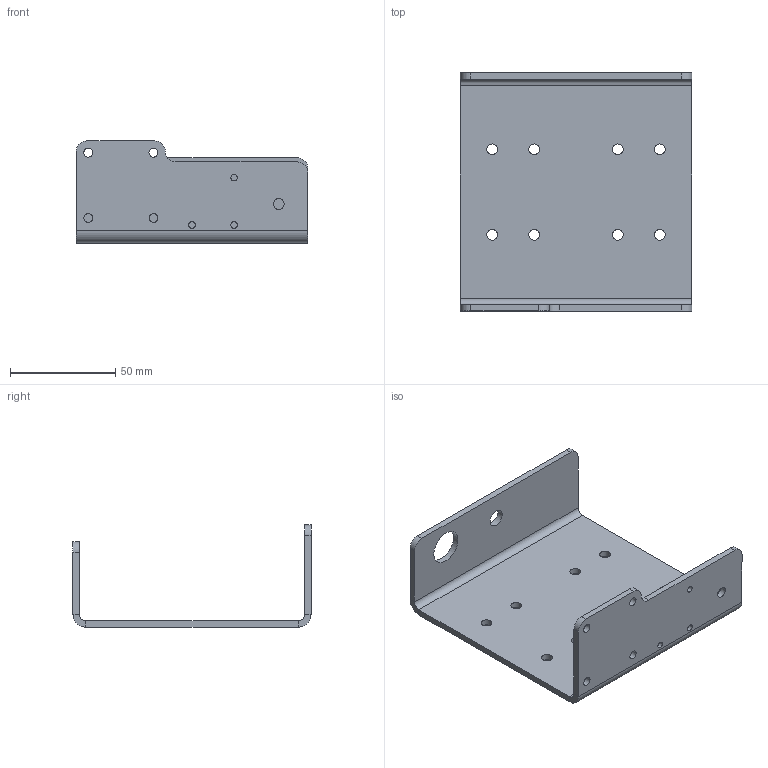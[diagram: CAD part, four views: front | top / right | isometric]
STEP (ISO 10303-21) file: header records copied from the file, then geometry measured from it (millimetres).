
FILE_DESCRIPTION(/* description */ (''),/* implementation_level */ '2;1');
FILE_NAME(/* name */ 'arm_bracket.stp',/* time_stamp */ '2020-09-10T21:27:59+10:00',/* author */ ('s4393944'),/* organization */ (''),/* preprocessor_version */ 'ST-DEVELOPER v18',/* originating_system */ 'Autodesk Inventor 2020',/* authorisation */ '');
FILE_SCHEMA (('AUTOMOTIVE_DESIGN { 1 0 10303 214 3 1 1 }'));
Length unit declared in the file: millimetre
Products named in the file (1): arm_bracket
Bounding box: 110 x 113.21 x 48.61 mm (x, y, z)
Volume: 59888.7 mm3; surface area: 42611.1 mm2
Topology: 1 solids, 1 shells, 47 faces, 147 edges, 102 vertices
Faces by surface type: cylinder 28, plane 19
Full cylindrical faces by diameter (mm): 3.1 x3, 4.2 x4, 5.1 x9, 8.2 x1, 16.2 x1
Entity records: 1814 total; most frequent: DIRECTION 327, CARTESIAN_POINT 297, ORIENTED_EDGE 294, EDGE_CURVE 147, AXIS2_PLACEMENT_3D 132, VERTEX_POINT 102, CIRCLE 84, EDGE_LOOP 83
